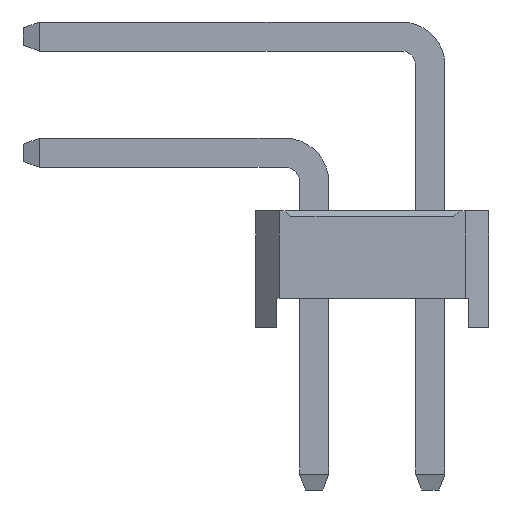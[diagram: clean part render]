
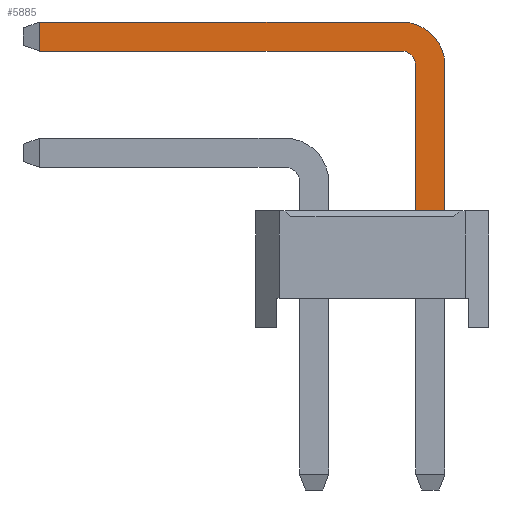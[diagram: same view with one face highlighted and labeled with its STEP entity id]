
A CAD part, left-side view. The second image highlights one B-rep face of the part: STEP entity #5885.
In plain terms, the highlighted planar face has unit normal (-1, 0, 0).
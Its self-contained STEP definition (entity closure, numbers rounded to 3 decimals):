
#5885=ADVANCED_FACE('',(#25921),#25923,.T.);
#25921=FACE_BOUND('',#25922,.T.);
#25922=EDGE_LOOP('',(#42147,#42148,#42149,#42150,#42151,#42152,#42153,#42154));
#25923=PLANE('',#25924);
#25924=AXIS2_PLACEMENT_3D('',#25925,#25926,#25927);
#25925=CARTESIAN_POINT('',(-0.25,-1.75,-2.8));
#25926=DIRECTION('',(-1.,0.,0.));
#25927=DIRECTION('',(0.,-1.,0.));
#42147=ORIENTED_EDGE('',*,*,#52138,.F.);
#42148=ORIENTED_EDGE('',*,*,#52139,.F.);
#42149=ORIENTED_EDGE('',*,*,#52140,.F.);
#42150=ORIENTED_EDGE('',*,*,#52141,.F.);
#42151=ORIENTED_EDGE('',*,*,#49629,.T.);
#42152=ORIENTED_EDGE('',*,*,#52137,.T.);
#42153=ORIENTED_EDGE('',*,*,#52142,.T.);
#42154=ORIENTED_EDGE('',*,*,#52143,.T.);
#49629=EDGE_CURVE('',#55857,#55855,#55858,.T.);
#52137=EDGE_CURVE('',#55855,#60165,#60167,.T.);
#52138=EDGE_CURVE('',#60168,#60169,#60170,.T.);
#52139=EDGE_CURVE('',#60171,#60168,#60172,.T.);
#52140=EDGE_CURVE('',#60173,#60171,#60174,.T.);
#52141=EDGE_CURVE('',#55857,#60173,#60175,.T.);
#52142=EDGE_CURVE('',#60165,#60176,#60177,.T.);
#52143=EDGE_CURVE('',#60176,#60169,#60178,.T.);
#55855=VERTEX_POINT('',#66182);
#55857=VERTEX_POINT('',#66186);
#55858=LINE('',#66187,#66188);
#60165=VERTEX_POINT('',#75670);
#60167=LINE('',#75674,#75675);
#60168=VERTEX_POINT('',#75677);
#60169=VERTEX_POINT('',#75678);
#60170=LINE('',#75679,#75680);
#60171=VERTEX_POINT('',#75682);
#60172=LINE('',#75683,#75684);
#60173=VERTEX_POINT('',#75686);
#60174=CIRCLE('',#75687,0.25);
#60175=LINE('',#75691,#75692);
#60176=VERTEX_POINT('',#75694);
#60177=CIRCLE('',#75695,0.75);
#60178=LINE('',#75699,#75700);
#66182=CARTESIAN_POINT('',(-0.25,-2.25,2.));
#66186=CARTESIAN_POINT('',(-0.25,-1.75,2.));
#66187=CARTESIAN_POINT('',(-0.25,-1.75,2.));
#66188=VECTOR('',#66189,1.);
#66189=DIRECTION('',(0.,-1.,0.));
#75670=CARTESIAN_POINT('',(-0.25,-2.25,4.5));
#75674=CARTESIAN_POINT('',(-0.25,-2.25,2.));
#75675=VECTOR('',#75676,1.);
#75676=DIRECTION('',(0.,0.,1.));
#75677=CARTESIAN_POINT('',(-0.25,4.725,4.75));
#75678=CARTESIAN_POINT('',(-0.25,4.725,5.25));
#75679=CARTESIAN_POINT('',(-0.25,4.725,4.75));
#75680=VECTOR('',#75681,1.);
#75681=DIRECTION('',(0.,0.,1.));
#75682=CARTESIAN_POINT('',(-0.25,-1.5,4.75));
#75683=CARTESIAN_POINT('',(-0.25,-1.5,4.75));
#75684=VECTOR('',#75685,1.);
#75685=DIRECTION('',(0.,1.,0.));
#75686=CARTESIAN_POINT('',(-0.25,-1.75,4.5));
#75687=AXIS2_PLACEMENT_3D('',#75688,#75689,#75690);
#75688=CARTESIAN_POINT('',(-0.25,-1.5,4.5));
#75689=DIRECTION('',(-1.,-0.,0.));
#75690=DIRECTION('',(0.,-1.,0.));
#75691=CARTESIAN_POINT('',(-0.25,-1.75,2.));
#75692=VECTOR('',#75693,1.);
#75693=DIRECTION('',(0.,0.,1.));
#75694=CARTESIAN_POINT('',(-0.25,-1.5,5.25));
#75695=AXIS2_PLACEMENT_3D('',#75696,#75697,#75698);
#75696=CARTESIAN_POINT('',(-0.25,-1.5,4.5));
#75697=DIRECTION('',(-1.,-0.,0.));
#75698=DIRECTION('',(0.,-1.,0.));
#75699=CARTESIAN_POINT('',(-0.25,-1.5,5.25));
#75700=VECTOR('',#75701,1.);
#75701=DIRECTION('',(0.,1.,0.));
